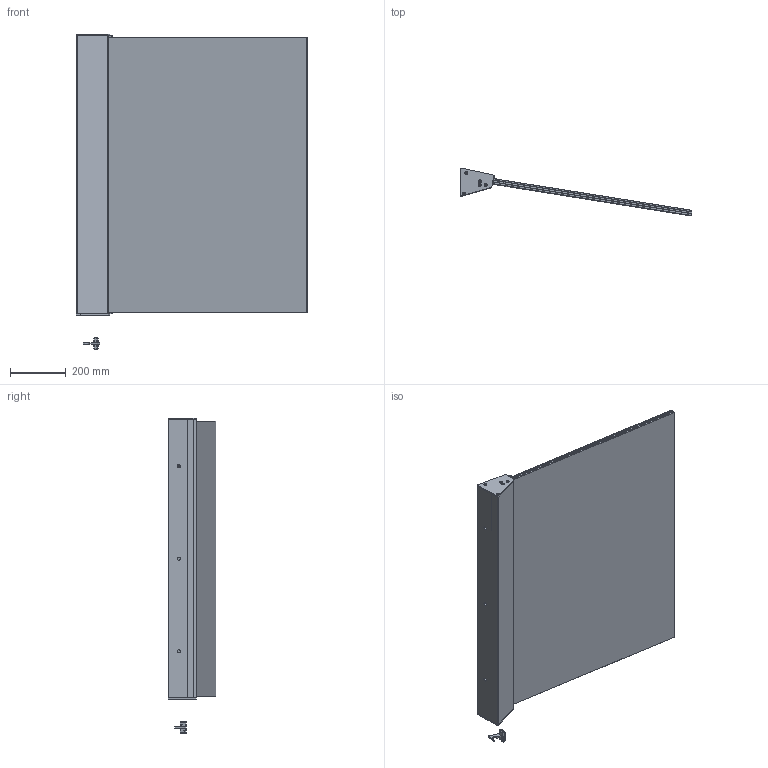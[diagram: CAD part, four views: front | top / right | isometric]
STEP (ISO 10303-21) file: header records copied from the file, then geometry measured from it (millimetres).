
FILE_DESCRIPTION (( 'STEP AP214' ), '1' );
FILE_NAME ('GGV 19.04mm SIA 2057.STEP', '2023-10-30T14:47:23', ( '' ), ( '' ), 'SwSTEP 2.0', 'SolidWorks 2022', '' );
FILE_SCHEMA (( 'AUTOMOTIVE_DESIGN' ));
Length unit declared in the file: millimetre
Products named in the file (19): 137450_01; 137466; 137455_01; 137468; GGV 19.04mm SIA 2057; Glas 19.04mm_01; 137476_01; 137484_01; 137480_01; 137457_01; 137475_01; 137482_01; 137479_01; 137477_01; 137469; 137452_01; 137460_Ø8; 137458_01; 137481_01
Assembly tree (30 placements, depth 3):
  GGV 19.04mm SIA 2057
    137450_01
    137452_01
    137469
    Glas 19.04mm_01
    137458_01
    137460_Ø8
    137455_01
    137457_01
    137480_01
      137479_01
      137475_01
      137468  x5
    137482_01
      137481_01
      137475_01
      137468  x5
    137484_01
      137476_01
      137477_01  x2
      137466  x2
Bounding box: 833.14 x 170.22 x 1134.45 mm (x, y, z)
Volume: 18459036.9 mm3; surface area: 3249729.9 mm2
Topology: 27 solids, 27 shells, 1016 faces, 2625 edges, 1644 vertices
Faces by surface type: plane 452, cylinder 374, cone 140, torus 50
Entity records: 23596 total; most frequent: CARTESIAN_POINT 4175, DIRECTION 3867, ORIENTED_EDGE 3642, EDGE_CURVE 1821, AXIS2_PLACEMENT_3D 1394, VERTEX_POINT 1170, LINE 1079, VECTOR 1079
